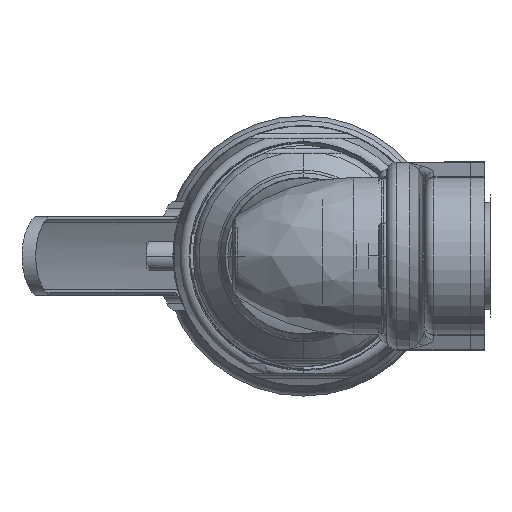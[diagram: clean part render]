
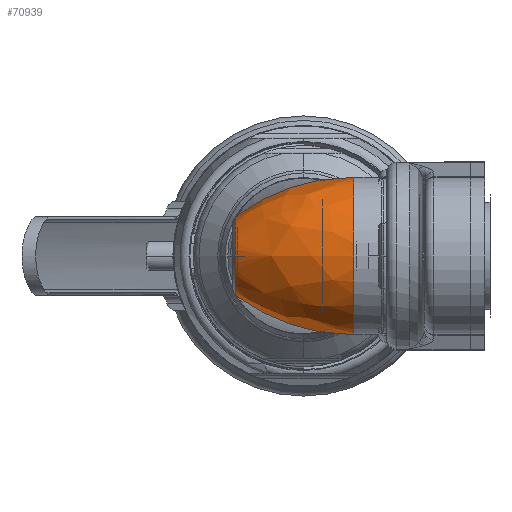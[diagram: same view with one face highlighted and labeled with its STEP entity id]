
A CAD part, left-side view. The second image highlights one B-rep face of the part: STEP entity #70939.
In plain terms, the highlighted free-form (B-spline) face has degree [3, 3] with [7, 4] control points.
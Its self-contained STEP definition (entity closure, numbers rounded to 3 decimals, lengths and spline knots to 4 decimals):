
#68303=CARTESIAN_POINT('',(-7.9641,0.4366,0.));
#68304=DIRECTION('',(0.,-1.,0.));
#68305=DIRECTION('',(0.162,0.,0.987));
#68306=AXIS2_PLACEMENT_3D('',#68303,#68304,#68305);
#68334=CARTESIAN_POINT('',(-7.9641,-0.32,0.));
#68335=DIRECTION('',(0.,1.,0.));
#68336=DIRECTION('',(0.584,0.,-0.812));
#68337=AXIS2_PLACEMENT_3D('',#68334,#68335,#68336);
#68512=CARTESIAN_POINT('',(-7.9641,-0.32,0.7525));
#68513=DIRECTION('',(-1.,0.,0.));
#68514=DIRECTION('',(0.,0.586,-0.81));
#68515=AXIS2_PLACEMENT_3D('',#68512,#68513,#68514);
#68517=CARTESIAN_POINT('',(-7.9641,0.4159,
-0.2641));
#68518=CARTESIAN_POINT('',(-7.9569,0.42,
-0.2612));
#68519=CARTESIAN_POINT('',(-7.9431,0.4274,
-0.2551));
#68520=CARTESIAN_POINT('',(-7.9301,0.4337,
-0.2488));
#68521=CARTESIAN_POINT('',(-7.9237,0.4366,
-0.2455));
#68523=CARTESIAN_POINT('',(-7.9237,0.4366,
0.2455));
#68524=CARTESIAN_POINT('',(-7.9301,0.4337,
0.2488));
#68525=CARTESIAN_POINT('',(-7.9431,0.4274,
0.2551));
#68526=CARTESIAN_POINT('',(-7.9569,0.42,
0.2612));
#68527=CARTESIAN_POINT('',(-7.9641,0.4159,
0.2641));
#68529=CARTESIAN_POINT('',(-7.9641,-0.32,-0.7525));
#68530=DIRECTION('',(-1.,0.,0.));
#68531=DIRECTION('',(0.,0.177,0.984));
#68532=AXIS2_PLACEMENT_3D('',#68529,#68530,#68531);
#68561=CARTESIAN_POINT('',(-7.9641,0.4159,
0.2641));
#68605=CARTESIAN_POINT('',(-7.9641,0.4159,
-0.2641));
#68671=CARTESIAN_POINT('',(-7.9641,-0.0984,
0.4828));
#68680=CARTESIAN_POINT('',(-7.8805,-0.1423,
0.4827));
#68681=CARTESIAN_POINT('',(-7.887,-0.1392,
0.4834));
#68682=CARTESIAN_POINT('',(-7.9004,-0.1327,
0.4844));
#68683=CARTESIAN_POINT('',(-7.921,-0.1221,
0.4851));
#68684=CARTESIAN_POINT('',(-7.9422,-0.1107,
0.4846));
#68685=CARTESIAN_POINT('',(-7.9567,-0.1025,
0.4835));
#68686=CARTESIAN_POINT('',(-7.9641,-0.0984,
0.4828));
#68704=CARTESIAN_POINT('',(-7.6705,-0.32,0.4078));
#68705=CARTESIAN_POINT('',(-7.6804,-0.3091,
0.415));
#68706=CARTESIAN_POINT('',(-7.7007,-0.2873,
0.4281));
#68707=CARTESIAN_POINT('',(-7.7321,-0.2553,
0.4445));
#68708=CARTESIAN_POINT('',(-7.7636,-0.2253,
0.4574));
#68709=CARTESIAN_POINT('',(-7.7948,-0.1982,
0.4673));
#68710=CARTESIAN_POINT('',(-7.8252,-0.1748,
0.4746));
#68711=CARTESIAN_POINT('',(-7.8542,-0.1558,
0.4796));
#68712=CARTESIAN_POINT('',(-7.872,-0.1463,
0.4818));
#68713=CARTESIAN_POINT('',(-7.8805,-0.1423,
0.4827));
#68741=CARTESIAN_POINT('',(-7.9641,-0.0984,
-0.4828));
#68742=CARTESIAN_POINT('',(-7.9567,-0.1025,
-0.4835));
#68743=CARTESIAN_POINT('',(-7.9422,-0.1107,
-0.4846));
#68744=CARTESIAN_POINT('',(-7.921,-0.1221,
-0.4851));
#68745=CARTESIAN_POINT('',(-7.9004,-0.1327,
-0.4844));
#68746=CARTESIAN_POINT('',(-7.887,-0.1392,
-0.4834));
#68747=CARTESIAN_POINT('',(-7.8805,-0.1423,
-0.4827));
#68774=CARTESIAN_POINT('',(-7.8805,-0.1423,
-0.4827));
#68775=CARTESIAN_POINT('',(-7.8718,-0.1464,
-0.4818));
#68776=CARTESIAN_POINT('',(-7.8538,-0.156,
-0.4795));
#68777=CARTESIAN_POINT('',(-7.8247,-0.1752,
-0.4745));
#68778=CARTESIAN_POINT('',(-7.7944,-0.1986,
-0.4672));
#68779=CARTESIAN_POINT('',(-7.7634,-0.2256,
-0.4573));
#68780=CARTESIAN_POINT('',(-7.732,-0.2554,
-0.4444));
#68781=CARTESIAN_POINT('',(-7.7007,-0.2873,
-0.4281));
#68782=CARTESIAN_POINT('',(-7.6805,-0.309,
-0.415));
#68783=CARTESIAN_POINT('',(-7.6705,-0.32,-0.4078));
#70494=VERTEX_POINT('',#68671);
#70495=VERTEX_POINT('',#68680);
#70497=VERTEX_POINT('',#68704);
#70498=VERTEX_POINT('',#68561);
#70500=VERTEX_POINT('',#68523);
#70502=VERTEX_POINT('',#68605);
#70503=VERTEX_POINT('',#68521);
#70506=VERTEX_POINT('',#68774);
#70507=VERTEX_POINT('',#68783);
#70508=VERTEX_POINT('',#68741);
#70890=CARTESIAN_POINT('',(-7.808,0.4495,
0.1809));
#70891=CARTESIAN_POINT('',(-7.6931,0.2228,
0.3142));
#70892=CARTESIAN_POINT('',(-7.6335,-0.0493,
0.3832));
#70893=CARTESIAN_POINT('',(-7.6359,-0.3362,
0.3804));
#70894=CARTESIAN_POINT('',(-7.9875,0.4495,
0.3357));
#70895=CARTESIAN_POINT('',(-8.0047,0.2228,
0.583));
#70896=CARTESIAN_POINT('',(-8.0137,-0.0493,
0.7112));
#70897=CARTESIAN_POINT('',(-8.0133,-0.3362,
0.706));
#70898=CARTESIAN_POINT('',(-8.203,0.4495,
0.237));
#70899=CARTESIAN_POINT('',(-8.3789,0.2228,
0.4116));
#70900=CARTESIAN_POINT('',(-8.4702,-0.0493,
0.5021));
#70901=CARTESIAN_POINT('',(-8.4664,-0.3362,
0.4984));
#70902=CARTESIAN_POINT('',(-8.203,0.4495,0.));
#70903=CARTESIAN_POINT('',(-8.3789,0.2228,0.));
#70904=CARTESIAN_POINT('',(-8.4702,-0.0493,0.));
#70905=CARTESIAN_POINT('',(-8.4664,-0.3362,0.));
#70906=CARTESIAN_POINT('',(-8.203,0.4495,
-0.237));
#70907=CARTESIAN_POINT('',(-8.3789,0.2228,
-0.4116));
#70908=CARTESIAN_POINT('',(-8.4702,-0.0493,
-0.5021));
#70909=CARTESIAN_POINT('',(-8.4664,-0.3362,
-0.4984));
#70910=CARTESIAN_POINT('',(-7.9875,0.4495,
-0.3357));
#70911=CARTESIAN_POINT('',(-8.0047,0.2228,
-0.583));
#70912=CARTESIAN_POINT('',(-8.0137,-0.0493,
-0.7112));
#70913=CARTESIAN_POINT('',(-8.0133,-0.3362,
-0.706));
#70914=CARTESIAN_POINT('',(-7.808,0.4495,
-0.1809));
#70915=CARTESIAN_POINT('',(-7.6931,0.2228,
-0.3142));
#70916=CARTESIAN_POINT('',(-7.6335,-0.0493,
-0.3832));
#70917=CARTESIAN_POINT('',(-7.6359,-0.3362,
-0.3804));
#70918=(BOUNDED_SURFACE()B_SPLINE_SURFACE(3,3,((#70890,#70891,#70892,#70893),(
#70894,#70895,#70896,#70897),(#70898,#70899,#70900,#70901),(#70902,#70903,
#70904,#70905),(#70906,#70907,#70908,#70909),(#70910,#70911,#70912,#70913),(
#70914,#70915,#70916,#70917)),.UNSPECIFIED.,.F.,.F.,.F.)B_SPLINE_SURFACE_WITH_KNOTS((4,3,4),(4,4),(0.,1.,2.),(0.,1.),.UNSPECIFIED.)GEOMETRIC_REPRESENTATION_ITEM()RATIONAL_B_SPLINE_SURFACE(((1.453,1.398,
1.398,1.453),(0.888,0.854,
0.854,0.888),(0.888,0.854,
0.854,0.888),(1.453,1.398,
1.398,1.453),(0.888,0.854,
0.854,0.888),(0.888,0.854,
0.854,0.888),(1.453,1.398,
1.398,1.453)))REPRESENTATION_ITEM('')SURFACE());
#70920=ORIENTED_EDGE('',*,*,#70919,.F.);
#70922=ORIENTED_EDGE('',*,*,#70921,.F.);
#70923=ORIENTED_EDGE('',*,*,#70736,.F.);
#70925=ORIENTED_EDGE('',*,*,#70924,.F.);
#70927=ORIENTED_EDGE('',*,*,#70926,.F.);
#70929=ORIENTED_EDGE('',*,*,#70928,.F.);
#70931=ORIENTED_EDGE('',*,*,#70930,.T.);
#70932=ORIENTED_EDGE('',*,*,#70714,.F.);
#70934=ORIENTED_EDGE('',*,*,#70933,.T.);
#70936=ORIENTED_EDGE('',*,*,#70935,.F.);
#70937=EDGE_LOOP('',(#70920,#70922,#70923,#70925,#70927,#70929,#70931,#70932,
#70934,#70936));
#70938=FACE_OUTER_BOUND('',#70937,.F.);
#70939=ADVANCED_FACE('',(#70938),#70918,.T.);
#68307=CIRCLE('',#68306,0.2488);
#68338=CIRCLE('',#68337,0.5025);
#68516=CIRCLE('',#68515,1.255);
#68522=B_SPLINE_CURVE_WITH_KNOTS('',3,(#68517,#68518,#68519,#68520,#68521),
.UNSPECIFIED.,.F.,.F.,(4,1,4),(0.,0.5,1.),.UNSPECIFIED.);
#68528=B_SPLINE_CURVE_WITH_KNOTS('',3,(#68523,#68524,#68525,#68526,#68527),
.UNSPECIFIED.,.F.,.F.,(4,1,4),(0.,0.5,1.),.UNSPECIFIED.);
#68533=CIRCLE('',#68532,1.255);
#68687=B_SPLINE_CURVE_WITH_KNOTS('',3,(#68680,#68681,#68682,#68683,#68684,
#68685,#68686),.UNSPECIFIED.,.F.,.F.,(4,1,1,1,4),(0.,0.25,0.5,0.75,
1.),.UNSPECIFIED.);
#68714=B_SPLINE_CURVE_WITH_KNOTS('',3,(#68704,#68705,#68706,#68707,#68708,
#68709,#68710,#68711,#68712,#68713),.UNSPECIFIED.,.F.,.F.,(4,1,1,1,1,1,1,4),(
0.,0.1429,0.2857,0.4286,0.5714,
0.7143,0.8571,1.),.UNSPECIFIED.);
#68748=B_SPLINE_CURVE_WITH_KNOTS('',3,(#68741,#68742,#68743,#68744,#68745,
#68746,#68747),.UNSPECIFIED.,.F.,.F.,(4,1,1,1,4),(0.,0.25,0.5,0.75,
1.),.UNSPECIFIED.);
#68784=B_SPLINE_CURVE_WITH_KNOTS('',3,(#68774,#68775,#68776,#68777,#68778,
#68779,#68780,#68781,#68782,#68783),.UNSPECIFIED.,.F.,.F.,(4,1,1,1,1,1,1,4),(
0.,0.1429,0.2857,0.4286,0.5714,
0.7143,0.8571,1.),.UNSPECIFIED.);
#70714=EDGE_CURVE('',#70500,#70503,#68307,.T.);
#70736=EDGE_CURVE('',#70507,#70497,#68338,.T.);
#70919=EDGE_CURVE('',#70495,#70494,#68687,.T.);
#70921=EDGE_CURVE('',#70497,#70495,#68714,.T.);
#70924=EDGE_CURVE('',#70506,#70507,#68784,.T.);
#70926=EDGE_CURVE('',#70508,#70506,#68748,.T.);
#70928=EDGE_CURVE('',#70502,#70508,#68516,.T.);
#70930=EDGE_CURVE('',#70502,#70503,#68522,.T.);
#70933=EDGE_CURVE('',#70500,#70498,#68528,.T.);
#70935=EDGE_CURVE('',#70494,#70498,#68533,.T.);
